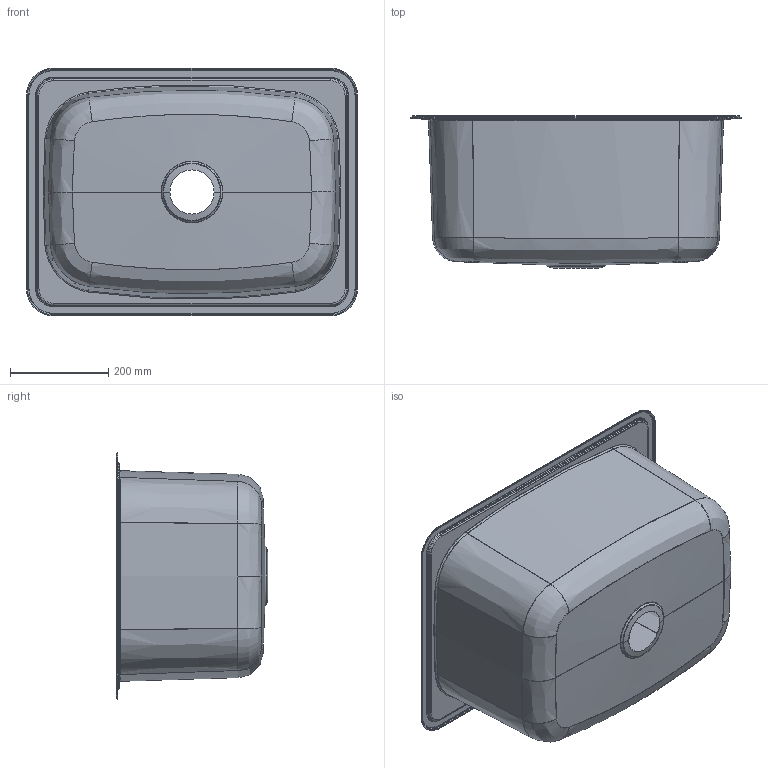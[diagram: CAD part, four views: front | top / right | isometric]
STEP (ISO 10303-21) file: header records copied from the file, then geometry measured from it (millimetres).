
FILE_DESCRIPTION((''),'2;1');
FILE_NAME('1101C','2020-06-22T',('P4010382'),(''),'PRO/ENGINEER BY PARAMETRIC TECHNOLOGY CORPORATION, 2012130','PRO/ENGINEER BY PARAMETRIC TECHNOLOGY CORPORATION, 2012130','');
FILE_SCHEMA(('CONFIG_CONTROL_DESIGN'));
Length unit declared in the file: millimetre
Products named in the file (1): 1101C
Bounding box: 675 x 310 x 505 mm (x, y, z)
Volume: 807290.1 mm3; surface area: 1617292 mm2
Topology: 1 solids, 1 shells, 168 faces, 386 edges, 224 vertices
Faces by surface type: bspline 76, cylinder 38, torus 24, plane 18, cone 12
Entity records: 9498 total; most frequent: CARTESIAN_POINT 6048, ORIENTED_EDGE 772, DIRECTION 630, EDGE_CURVE 386, AXIS2_PLACEMENT_3D 256, VERTEX_POINT 224, EDGE_LOOP 174, FACE_OUTER_BOUND 168
